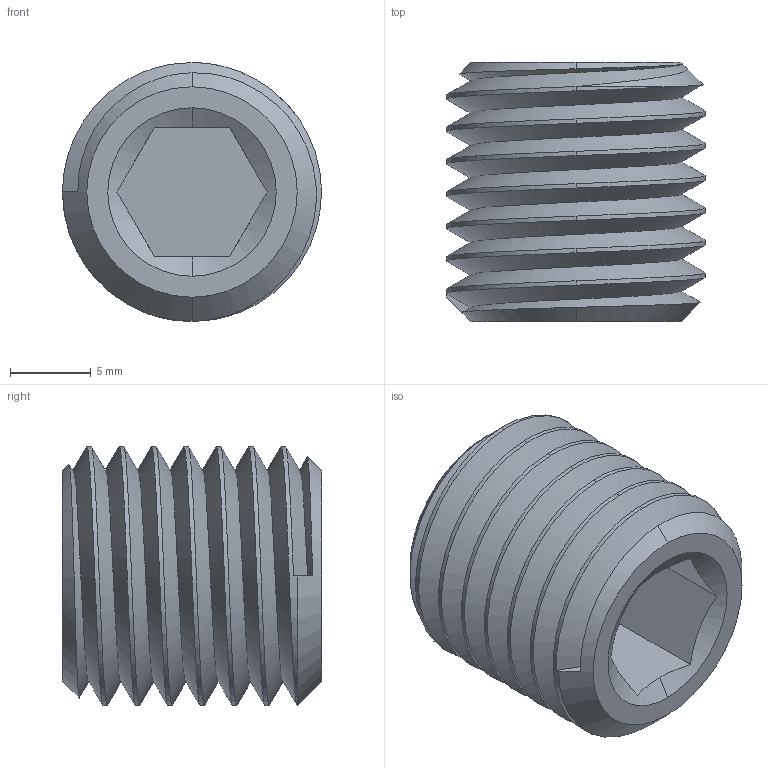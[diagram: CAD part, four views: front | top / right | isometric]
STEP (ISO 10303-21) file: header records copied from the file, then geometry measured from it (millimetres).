
FILE_DESCRIPTION (( 'STEP AP203' ), '1' );
FILE_NAME ('101.04.20_D_3D-Zeichnung.STEP', '2024-03-19T14:30:43', ( '' ), ( '' ), 'SwSTEP 2.0', 'SolidWorks 2023', '' );
FILE_SCHEMA (( 'CONFIG_CONTROL_DESIGN' ));
Length unit declared in the file: metre
Products named in the file (3): 403.04.20_D_3D-Zeichnung.STEP; ___T16_M16x2_16L.STEP; 101.04.20_D_3D-Zeichnung
Assembly tree (2 placements, depth 3):
  101.04.20_D_3D-Zeichnung
    403.04.20_D_3D-Zeichnung.STEP
      ___T16_M16x2_16L.STEP
Bounding box: 16 x 16 x 16 mm (x, y, z)
Volume: 2195.3 mm3; surface area: 1812.2 mm2
Topology: 1 solids, 1 shells, 35 faces, 92 edges, 59 vertices
Faces by surface type: cylinder 14, plane 10, cone 9, bspline 2
Entity records: 3456 total; most frequent: CARTESIAN_POINT 2412, ORIENTED_EDGE 180, DIRECTION 134, EDGE_CURVE 90, VERTEX_POINT 59, AXIS2_PLACEMENT_3D 50, EDGE_LOOP 37, ADVANCED_FACE 35
